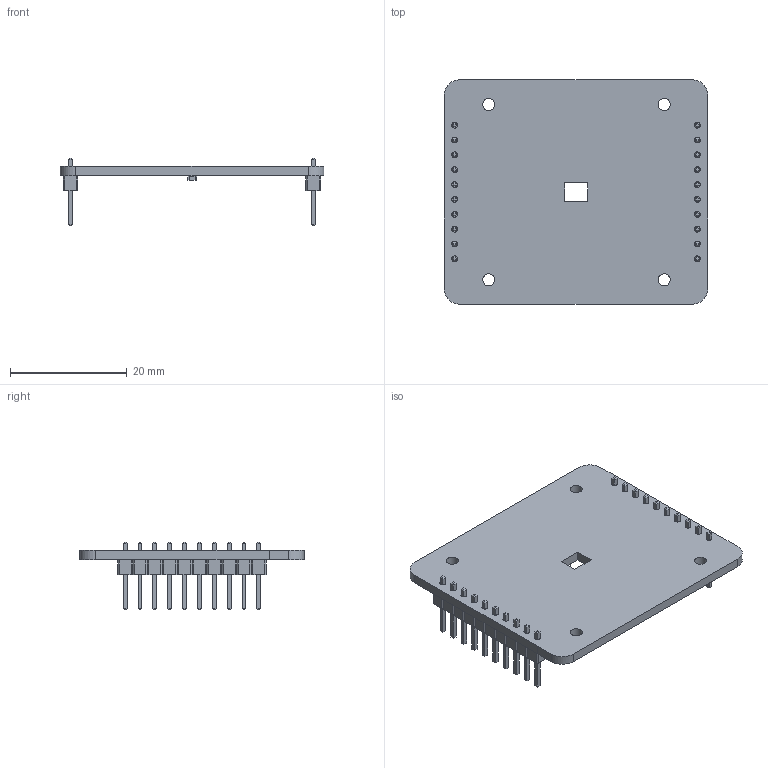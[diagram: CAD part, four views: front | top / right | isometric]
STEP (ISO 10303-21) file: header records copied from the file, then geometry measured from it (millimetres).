
FILE_DESCRIPTION(('KiCad electronic assembly'),'2;1');
FILE_NAME('perovskite_router.step','2023-07-31T19:26:14',('An Author'),( 'A Company'),'Open CASCADE STEP processor 6.9', 'KiCad to STEP converter','Unknown');
FILE_SCHEMA(('AUTOMOTIVE_DESIGN { 1 0 10303 214 1 1 1 1 }'));
Length unit declared in the file: millimetre
Products named in the file (6): Open CASCADE STEP translator 6.9 1; C_0603_1608Metric; SOLID; PinHeader_1x10_P2.54mm_Vertical; COMPOUND
Assembly tree (6 placements, depth 3):
  Open CASCADE STEP translator 6.9 1
    C_0603_1608Metric
      SOLID
    PinHeader_1x10_P2.54mm_Vertical  x2
      SOLID
    COMPOUND
Bounding box: 45.09 x 38.35 x 11.54 mm (x, y, z)
Volume: 3084.3 mm3; surface area: 4796.7 mm2
Topology: 4 solids, 4 shells, 556 faces, 1358 edges, 852 vertices
Faces by surface type: plane 516, cylinder 40
Full cylindrical faces by diameter (mm): 1 x20, 2.1 x4
Entity records: 21213 total; most frequent: CARTESIAN_POINT 3203, DIRECTION 3014, LINE 2148, VECTOR 2148, ORIENTED_EDGE 1544, PCURVE 1544, DEFINITIONAL_REPRESENTATION 1544, EDGE_CURVE 772
